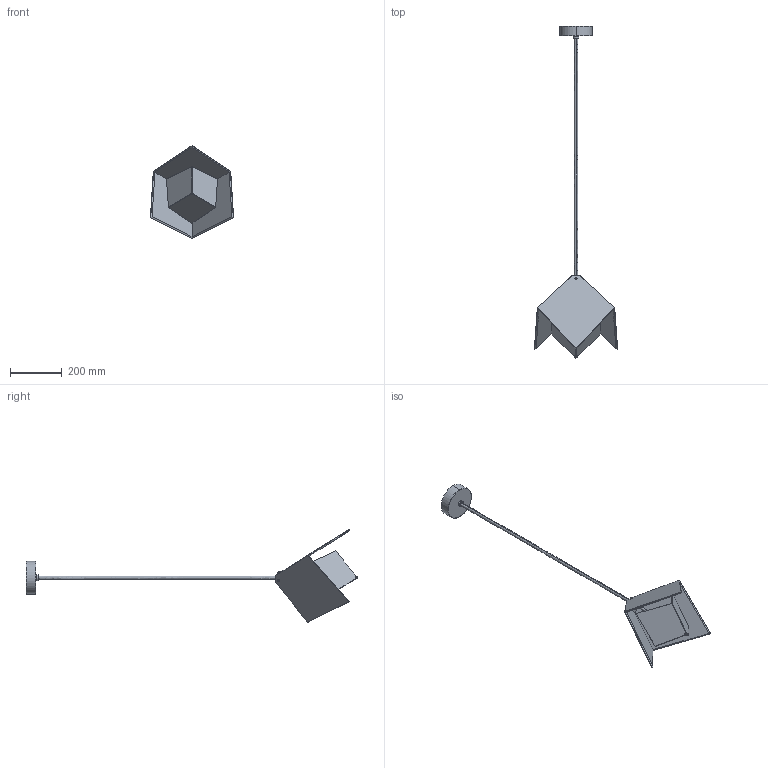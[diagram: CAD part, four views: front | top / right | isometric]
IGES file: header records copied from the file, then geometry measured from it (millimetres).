
Start section: SolidWorks IGES file using analytic representation for surfaces
Global section: file name: MAXP - Maxhedron Pendant.IGS; native system: SolidWorks 2015; preprocessor: SolidWorks 2015; author: Design; date: 190326.110130; units: millimetre
Bounding box: 321.46 x 1281.94 x 357.99 mm (x, y, z)
Volume: 1615612.4 mm3; surface area: 514303.7 mm2
Topology: 3 solids, 3 shells, 104 faces, 238 edges, 143 vertices
Faces by surface type: plane 70, revolution 34
